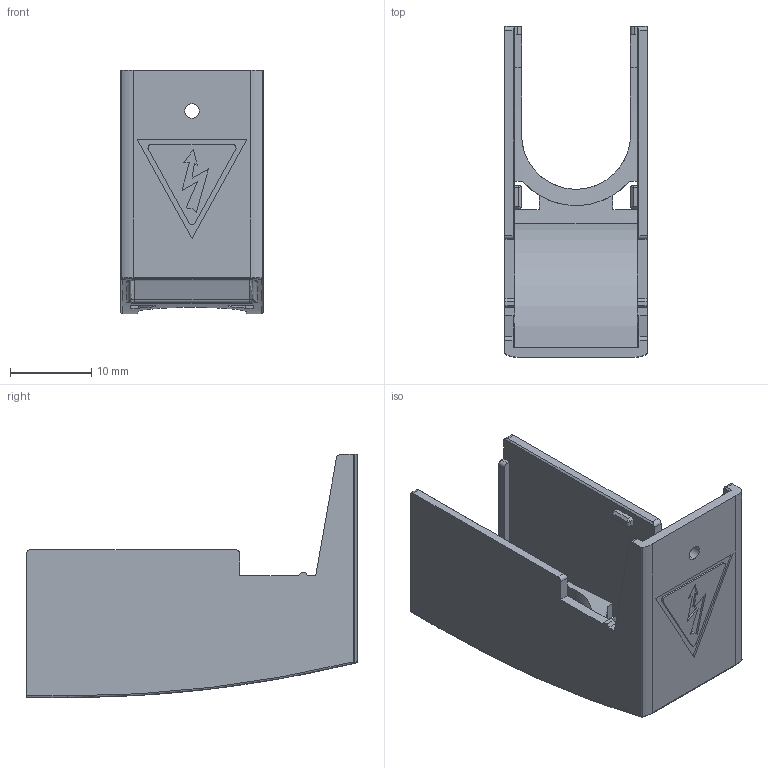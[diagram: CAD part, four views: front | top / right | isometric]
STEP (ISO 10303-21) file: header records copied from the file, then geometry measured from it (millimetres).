
FILE_DESCRIPTION (( 'STEP AP214' ), '1' );
FILE_NAME ('ZH37TS21.STEP', '2025-02-19T17:14:16', ( '' ), ( '' ), 'SwSTEP 2.0', 'SolidWorks 2022', '' );
FILE_SCHEMA (( 'AUTOMOTIVE_DESIGN' ));
Length unit declared in the file: millimetre
Products named in the file (1): ZH37TS21
Bounding box: 17.5 x 40.7 x 29.9 mm (x, y, z)
Volume: 2611.9 mm3; surface area: 4749 mm2
Topology: 1 solids, 1 shells, 148 faces, 392 edges, 244 vertices
Faces by surface type: plane 89, cylinder 37, cone 6, bspline 6, torus 6, sphere 4
Entity records: 5056 total; most frequent: CARTESIAN_POINT 1447, ORIENTED_EDGE 768, DIRECTION 712, EDGE_CURVE 384, VECTOR 258, LINE 258, VERTEX_POINT 242, AXIS2_PLACEMENT_3D 227
